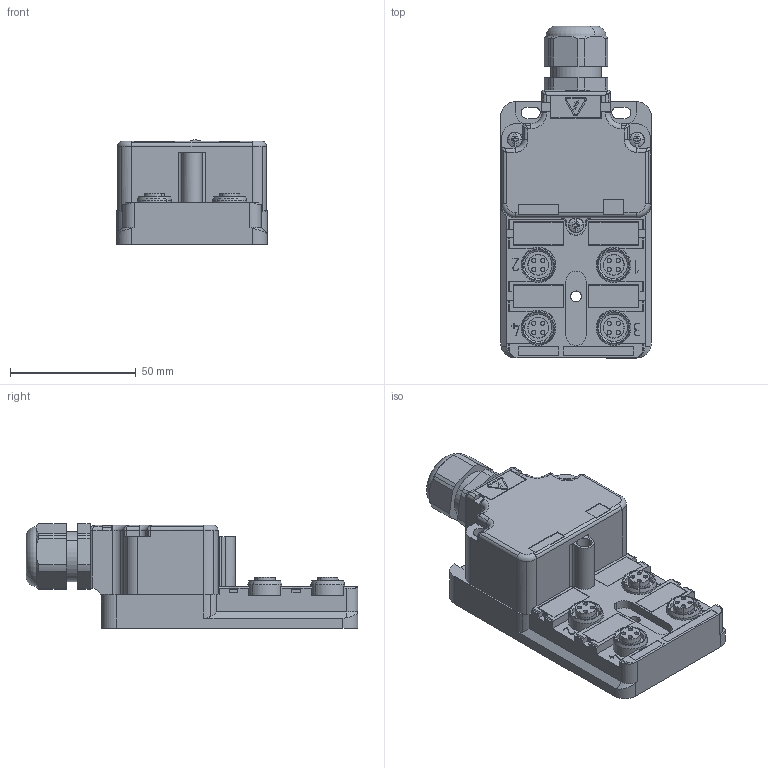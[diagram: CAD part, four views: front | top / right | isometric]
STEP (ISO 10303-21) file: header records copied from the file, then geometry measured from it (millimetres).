
FILE_DESCRIPTION(('CATIA V5 STEP Exchange','CAx-IF Rec.Pracs.--- Model Styling and Organization---1.4--- 2014-01-23'),'2;1');
FILE_NAME ('029823-5_0', '2020-05-14T12:07:15+00:00', ('none'), ('Weidmueller'), 'CATIA Version 5-6 Release 2016 SP3 HF44', 'CATIA V5 STEP AP214', 'none');
FILE_SCHEMA(('AUTOMOTIVE_DESIGN { 1 0 10303 214 1 1 1 1 }'));
Length unit declared in the file: millimetre
Products named in the file (1): 2009620000
Bounding box: 60 x 132 x 41.58 mm (x, y, z)
Volume: 168350.5 mm3; surface area: 44488.7 mm2
Topology: 23 solids, 27 shells, 970 faces, 2590 edges, 1713 vertices
Faces by surface type: plane 570, cylinder 283, cone 60, bspline 31, torus 14, sphere 12
Entity records: 30726 total; most frequent: CARTESIAN_POINT 7762, ORIENTED_EDGE 5168, DIRECTION 3879, EDGE_CURVE 2574, VERTEX_POINT 1701, VECTOR 1591, LINE 1591, AXIS2_PLACEMENT_3D 1440
